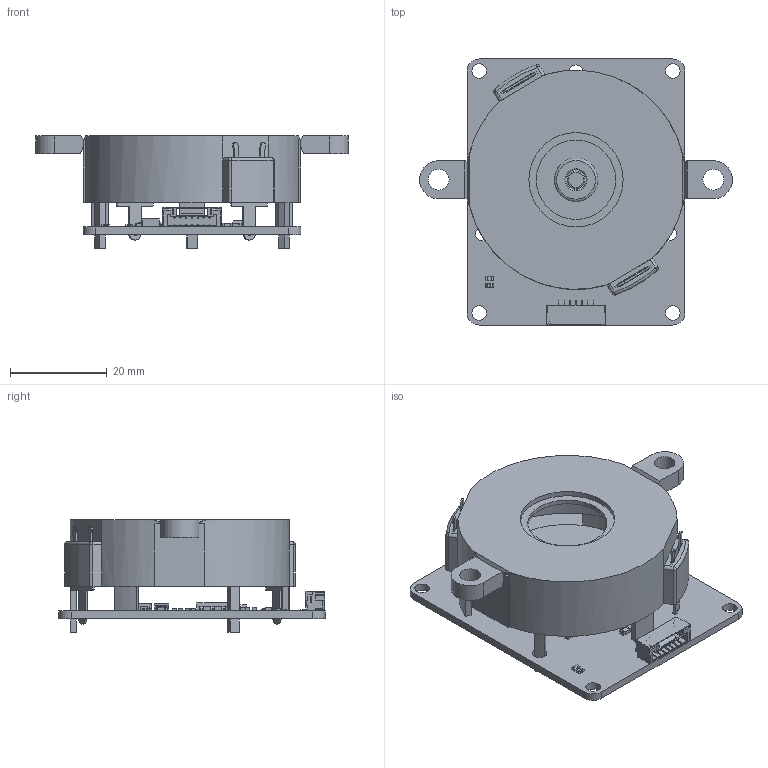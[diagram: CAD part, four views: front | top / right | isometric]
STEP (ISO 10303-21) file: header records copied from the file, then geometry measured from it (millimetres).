
FILE_DESCRIPTION(('FreeCAD Model'),'2;1');
FILE_NAME('piezo-speaker-v2-bricklet.step','2019-05-13T12:27:51',('kicad StepUp'),('ksu MCAD'), 'Open CASCADE STEP processor 7.3','FreeCAD','Unknown');
FILE_SCHEMA(('AUTOMOTIVE_DESIGN { 1 0 10303 214 1 1 1 1 }'));
Length unit declared in the file: millimetre
Products named in the file (38): piezo-speaker-v2-bricklet; Board_Geoms; Pcb; Open CASCADE STEP translator 7.3 1.1.1.1; PCB_Sketch; Step_Models; Top; P4_PT_4532PLQ002_cp_5B86C3A8; C6_C_0603_5B86C852; C5_C_0805_5B86C837; C4_C_0603_5B86C222; C1_C_0402_5B86C258; C2_C_0805_5B86C2EB; C3_C_0603_5B86C321; C7_C_0805_5B86C0ED; C8_C_0603_5B86C4B9; C9_C_0805_5B86C3DE; C10_C_0805_5B86C2D0; D1_D_0603_blue_5B867174; D3_SOD-123_5B86C48A; L1_C_0603_5B86C7F5; L2_NR303_5B86C165; P1_BrickletConn_7pin_5B8671D7; R1_R_0603_5B86C6ED; R2_R_0603_5B86C69F; R3_R_0603_5B86C594; R4_R_0603_5B86C180; RP1_Cut_5B86C1A1; U1_QFN-24_4x4mm_Pitch0.5mm_5B86C357; U2_SOT-223_5B86C281; U3_SOT-23-5_5B86C10B; Q101_SOT23_5BD9AEDA; R101_R_0603_5BD9AEE4; R102_R_0603_5C406949; R103_R_0603_5C406953; R104_R_0603_5C40695D; R105_R_0603_5C406967; RP3_R_4x0603_5C40FF1B
Assembly tree (37 placements, depth 4):
  piezo-speaker-v2-bricklet
    Board_Geoms
      Pcb
        Open CASCADE STEP translator 7.3 1.1.1.1
      PCB_Sketch
    Step_Models
      Top
        P4_PT_4532PLQ002_cp_5B86C3A8
        C6_C_0603_5B86C852
        C5_C_0805_5B86C837
        C4_C_0603_5B86C222
        C1_C_0402_5B86C258
        C2_C_0805_5B86C2EB
        C3_C_0603_5B86C321
        C7_C_0805_5B86C0ED
        C8_C_0603_5B86C4B9
        C9_C_0805_5B86C3DE
        C10_C_0805_5B86C2D0
        D1_D_0603_blue_5B867174
        D3_SOD-123_5B86C48A
        L1_C_0603_5B86C7F5
        L2_NR303_5B86C165
        P1_BrickletConn_7pin_5B8671D7
        R1_R_0603_5B86C6ED
        R2_R_0603_5B86C69F
        R3_R_0603_5B86C594
        R4_R_0603_5B86C180
        RP1_Cut_5B86C1A1
        U1_QFN-24_4x4mm_Pitch0.5mm_5B86C357
        U2_SOT-223_5B86C281
        U3_SOT-23-5_5B86C10B
        Q101_SOT23_5BD9AEDA
        R101_R_0603_5BD9AEE4
        R102_R_0603_5C406949
        R103_R_0603_5C406953
        R104_R_0603_5C40695D
        R105_R_0603_5C406967
        RP3_R_4x0603_5C40FF1B
Bounding box: 64.65 x 55 x 23.25 mm (x, y, z)
Volume: 10047.9 mm3; surface area: 15870.5 mm2
Topology: 36 solids, 41 shells, 2258 faces, 6280 edges, 4093 vertices
Faces by surface type: plane 1647, cylinder 424, bspline 161, sphere 20, torus 6
Full cylindrical faces by diameter (mm): 3 x7, 3.6 x1, 4.2 x1, 4.3 x2, 9 x1, 16.4 x1, 19.5 x1, 30 x1, 42.8 x1
Entity records: 89782 total; most frequent: CARTESIAN_POINT 16102, ORIENTED_EDGE 12504, DIRECTION 11044, EDGE_CURVE 6252, LINE 5028, VECTOR 5028, VERTEX_POINT 4077, AXIS2_PLACEMENT_3D 3008
